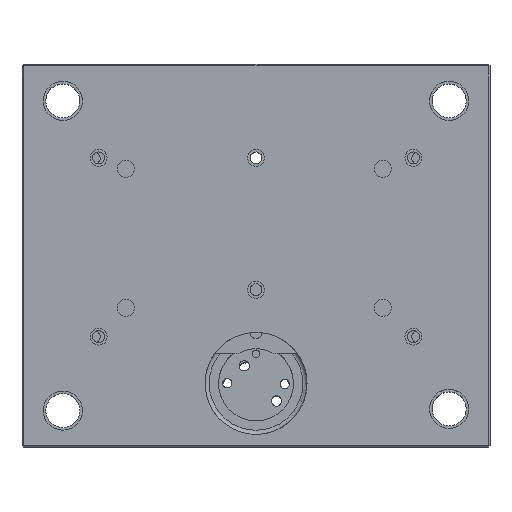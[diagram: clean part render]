
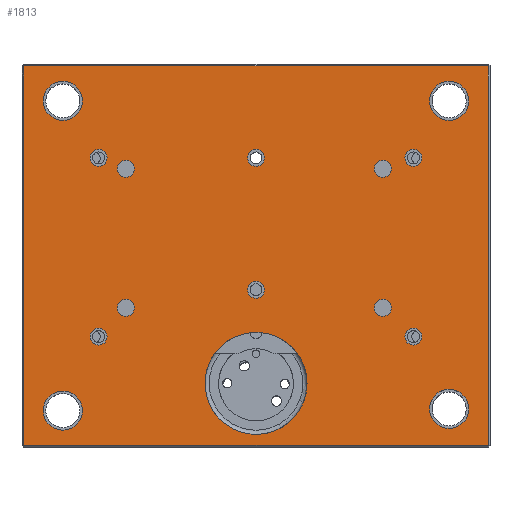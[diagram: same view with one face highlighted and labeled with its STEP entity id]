
A CAD part, top view. The second image highlights one B-rep face of the part: STEP entity #1813.
In plain terms, the highlighted planar face has unit normal (0, 0, 1).
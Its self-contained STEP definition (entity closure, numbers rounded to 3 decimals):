
#381=FACE_BOUND('',#3143,.T.);
#382=FACE_BOUND('',#3144,.T.);
#383=FACE_BOUND('',#3145,.T.);
#384=FACE_BOUND('',#3146,.T.);
#385=FACE_BOUND('',#3147,.T.);
#386=FACE_BOUND('',#3148,.T.);
#387=FACE_BOUND('',#3149,.T.);
#388=FACE_BOUND('',#3150,.T.);
#389=FACE_BOUND('',#3151,.T.);
#390=FACE_BOUND('',#3152,.T.);
#391=FACE_BOUND('',#3153,.T.);
#392=FACE_BOUND('',#3154,.T.);
#393=FACE_BOUND('',#3155,.T.);
#394=FACE_BOUND('',#3156,.T.);
#395=FACE_BOUND('',#3157,.T.);
#396=FACE_BOUND('',#3158,.T.);
#1235=CIRCLE('',#11000,10.);
#1236=CIRCLE('',#11001,10.);
#1237=CIRCLE('',#11002,10.);
#1238=CIRCLE('',#11003,10.);
#1239=CIRCLE('',#11004,10.);
#1240=CIRCLE('',#11005,10.);
#1241=CIRCLE('',#11006,10.);
#1242=CIRCLE('',#11007,10.);
#1243=CIRCLE('',#11008,10.);
#1244=CIRCLE('',#11009,10.);
#1245=CIRCLE('',#11010,60.);
#1246=CIRCLE('',#11011,23.);
#1247=CIRCLE('',#11012,23.);
#1248=CIRCLE('',#11013,23.);
#1249=CIRCLE('',#11014,23.);
#1813=ADVANCED_FACE('',(#381,#382,#383,#384,#385,#386,#387,#388,#389,#390,
#391,#392,#393,#394,#395,#396),#2444,.T.);
#2444=PLANE('',#11015);
#3143=EDGE_LOOP('',(#4461));
#3144=EDGE_LOOP('',(#4462));
#3145=EDGE_LOOP('',(#4463));
#3146=EDGE_LOOP('',(#4464));
#3147=EDGE_LOOP('',(#4465));
#3148=EDGE_LOOP('',(#4466));
#3149=EDGE_LOOP('',(#4467));
#3150=EDGE_LOOP('',(#4468));
#3151=EDGE_LOOP('',(#4469));
#3152=EDGE_LOOP('',(#4470));
#3153=EDGE_LOOP('',(#4471));
#3154=EDGE_LOOP('',(#4472));
#3155=EDGE_LOOP('',(#4473));
#3156=EDGE_LOOP('',(#4474,#4475,#4476,#4477));
#3157=EDGE_LOOP('',(#4478));
#3158=EDGE_LOOP('',(#4479));
#4461=ORIENTED_EDGE('',*,*,#8167,.T.);
#4462=ORIENTED_EDGE('',*,*,#8168,.T.);
#4463=ORIENTED_EDGE('',*,*,#8169,.T.);
#4464=ORIENTED_EDGE('',*,*,#8170,.T.);
#4465=ORIENTED_EDGE('',*,*,#8171,.T.);
#4466=ORIENTED_EDGE('',*,*,#8172,.T.);
#4467=ORIENTED_EDGE('',*,*,#8173,.T.);
#4468=ORIENTED_EDGE('',*,*,#8174,.T.);
#4469=ORIENTED_EDGE('',*,*,#8175,.T.);
#4470=ORIENTED_EDGE('',*,*,#8176,.T.);
#4471=ORIENTED_EDGE('',*,*,#8177,.F.);
#4472=ORIENTED_EDGE('',*,*,#8178,.T.);
#4473=ORIENTED_EDGE('',*,*,#8179,.T.);
#4474=ORIENTED_EDGE('',*,*,#8180,.T.);
#4475=ORIENTED_EDGE('',*,*,#8181,.T.);
#4476=ORIENTED_EDGE('',*,*,#8182,.T.);
#4477=ORIENTED_EDGE('',*,*,#8183,.T.);
#4478=ORIENTED_EDGE('',*,*,#8184,.F.);
#4479=ORIENTED_EDGE('',*,*,#8185,.F.);
#7137=VERTEX_POINT('',#15678);
#7138=VERTEX_POINT('',#15680);
#7139=VERTEX_POINT('',#15682);
#7140=VERTEX_POINT('',#15684);
#7141=VERTEX_POINT('',#15686);
#7142=VERTEX_POINT('',#15688);
#7143=VERTEX_POINT('',#15690);
#7144=VERTEX_POINT('',#15692);
#7145=VERTEX_POINT('',#15694);
#7146=VERTEX_POINT('',#15696);
#7147=VERTEX_POINT('',#15698);
#7148=VERTEX_POINT('',#15700);
#7149=VERTEX_POINT('',#15702);
#7150=VERTEX_POINT('',#15704);
#7151=VERTEX_POINT('',#15705);
#7152=VERTEX_POINT('',#15707);
#7153=VERTEX_POINT('',#15709);
#7154=VERTEX_POINT('',#15712);
#7155=VERTEX_POINT('',#15714);
#8167=EDGE_CURVE('',#7137,#7137,#1235,.T.);
#8168=EDGE_CURVE('',#7138,#7138,#1236,.T.);
#8169=EDGE_CURVE('',#7139,#7139,#1237,.T.);
#8170=EDGE_CURVE('',#7140,#7140,#1238,.T.);
#8171=EDGE_CURVE('',#7141,#7141,#1239,.T.);
#8172=EDGE_CURVE('',#7142,#7142,#1240,.T.);
#8173=EDGE_CURVE('',#7143,#7143,#1241,.T.);
#8174=EDGE_CURVE('',#7144,#7144,#1242,.T.);
#8175=EDGE_CURVE('',#7145,#7145,#1243,.T.);
#8176=EDGE_CURVE('',#7146,#7146,#1244,.T.);
#8177=EDGE_CURVE('',#7147,#7147,#1245,.T.);
#8178=EDGE_CURVE('',#7148,#7148,#1246,.T.);
#8179=EDGE_CURVE('',#7149,#7149,#1247,.T.);
#8180=EDGE_CURVE('',#7150,#7151,#9501,.T.);
#8181=EDGE_CURVE('',#7151,#7152,#9502,.T.);
#8182=EDGE_CURVE('',#7152,#7153,#9503,.T.);
#8183=EDGE_CURVE('',#7153,#7150,#9504,.T.);
#8184=EDGE_CURVE('',#7154,#7154,#1248,.T.);
#8185=EDGE_CURVE('',#7155,#7155,#1249,.T.);
#9501=LINE('',#15703,#10264);
#9502=LINE('',#15706,#10265);
#9503=LINE('',#15708,#10266);
#9504=LINE('',#15710,#10267);
#10264=VECTOR('',#12385,1.);
#10265=VECTOR('',#12386,1.);
#10266=VECTOR('',#12387,1.);
#10267=VECTOR('',#12388,1.);
#11000=AXIS2_PLACEMENT_3D('',#15677,#12359,#12360);
#11001=AXIS2_PLACEMENT_3D('',#15679,#12361,#12362);
#11002=AXIS2_PLACEMENT_3D('',#15681,#12363,#12364);
#11003=AXIS2_PLACEMENT_3D('',#15683,#12365,#12366);
#11004=AXIS2_PLACEMENT_3D('',#15685,#12367,#12368);
#11005=AXIS2_PLACEMENT_3D('',#15687,#12369,#12370);
#11006=AXIS2_PLACEMENT_3D('',#15689,#12371,#12372);
#11007=AXIS2_PLACEMENT_3D('',#15691,#12373,#12374);
#11008=AXIS2_PLACEMENT_3D('',#15693,#12375,#12376);
#11009=AXIS2_PLACEMENT_3D('',#15695,#12377,#12378);
#11010=AXIS2_PLACEMENT_3D('',#15697,#12379,#12380);
#11011=AXIS2_PLACEMENT_3D('',#15699,#12381,#12382);
#11012=AXIS2_PLACEMENT_3D('',#15701,#12383,#12384);
#11013=AXIS2_PLACEMENT_3D('',#15711,#12389,#12390);
#11014=AXIS2_PLACEMENT_3D('',#15713,#12391,#12392);
#11015=AXIS2_PLACEMENT_3D('',#15715,#12393,#12394);
#12359=DIRECTION('',(0.,0.,-1.));
#12360=DIRECTION('',(1.,0.,0.));
#12361=DIRECTION('',(0.,0.,-1.));
#12362=DIRECTION('',(1.,0.,0.));
#12363=DIRECTION('',(0.,0.,-1.));
#12364=DIRECTION('',(1.,0.,0.));
#12365=DIRECTION('',(0.,0.,-1.));
#12366=DIRECTION('',(1.,0.,0.));
#12367=DIRECTION('',(0.,0.,-1.));
#12368=DIRECTION('',(1.,0.,0.));
#12369=DIRECTION('',(0.,0.,-1.));
#12370=DIRECTION('',(1.,0.,0.));
#12371=DIRECTION('',(0.,0.,-1.));
#12372=DIRECTION('',(1.,0.,0.));
#12373=DIRECTION('',(0.,0.,-1.));
#12374=DIRECTION('',(1.,0.,0.));
#12375=DIRECTION('',(0.,0.,-1.));
#12376=DIRECTION('',(1.,0.,0.));
#12377=DIRECTION('',(0.,0.,-1.));
#12378=DIRECTION('',(1.,0.,0.));
#12379=DIRECTION('',(0.,0.,1.));
#12380=DIRECTION('',(1.,0.,0.));
#12381=DIRECTION('',(0.,0.,-1.));
#12382=DIRECTION('',(-1.,0.,0.));
#12383=DIRECTION('',(0.,0.,-1.));
#12384=DIRECTION('',(1.,0.,0.));
#12385=DIRECTION('',(0.,-1.,0.));
#12386=DIRECTION('',(1.,0.,0.));
#12387=DIRECTION('',(0.,1.,0.));
#12388=DIRECTION('',(-1.,0.,0.));
#12389=DIRECTION('',(0.,0.,1.));
#12390=DIRECTION('',(1.,0.,0.));
#12391=DIRECTION('',(0.,0.,1.));
#12392=DIRECTION('',(-1.,0.,0.));
#12393=DIRECTION('',(0.,0.,1.));
#12394=DIRECTION('',(1.,0.,0.));
#15677=CARTESIAN_POINT('',(149.104,102.331,100.45));
#15678=CARTESIAN_POINT('',(159.104,102.331,100.45));
#15679=CARTESIAN_POINT('',(-153.011,102.331,100.45));
#15680=CARTESIAN_POINT('',(-143.011,102.331,100.45));
#15681=CARTESIAN_POINT('',(-153.011,-61.198,100.45));
#15682=CARTESIAN_POINT('',(-143.011,-61.198,100.45));
#15683=CARTESIAN_POINT('',(149.104,-61.198,100.45));
#15684=CARTESIAN_POINT('',(159.104,-61.198,100.45));
#15685=CARTESIAN_POINT('',(0.,115.,100.45));
#15686=CARTESIAN_POINT('',(10.,115.,100.45));
#15687=CARTESIAN_POINT('',(0.,-40.,100.45));
#15688=CARTESIAN_POINT('',(10.,-40.,100.45));
#15689=CARTESIAN_POINT('',(-185.,-95.,100.45));
#15690=CARTESIAN_POINT('',(-175.,-95.,100.45));
#15691=CARTESIAN_POINT('',(185.,-95.,100.45));
#15692=CARTESIAN_POINT('',(195.,-95.,100.45));
#15693=CARTESIAN_POINT('',(185.,115.,100.45));
#15694=CARTESIAN_POINT('',(195.,115.,100.45));
#15695=CARTESIAN_POINT('',(-185.,115.,100.45));
#15696=CARTESIAN_POINT('',(-175.,115.,100.45));
#15697=CARTESIAN_POINT('',(0.,-150.,100.45));
#15698=CARTESIAN_POINT('',(60.,-150.,100.45));
#15699=CARTESIAN_POINT('',(-227.,-182.,100.45));
#15700=CARTESIAN_POINT('',(-250.,-182.,100.45));
#15701=CARTESIAN_POINT('',(227.,182.,100.45));
#15702=CARTESIAN_POINT('',(250.,182.,100.45));
#15703=CARTESIAN_POINT('',(-273.,0.,100.45));
#15704=CARTESIAN_POINT('',(-273.,223.,100.45));
#15705=CARTESIAN_POINT('',(-273.,-223.,100.45));
#15706=CARTESIAN_POINT('',(0.,-223.,100.45));
#15707=CARTESIAN_POINT('',(273.,-223.,100.45));
#15708=CARTESIAN_POINT('',(273.,0.,100.45));
#15709=CARTESIAN_POINT('',(273.,223.,100.45));
#15710=CARTESIAN_POINT('',(0.,223.,100.45));
#15711=CARTESIAN_POINT('',(227.,-180.,100.45));
#15712=CARTESIAN_POINT('',(250.,-180.,100.45));
#15713=CARTESIAN_POINT('',(-227.,182.,100.45));
#15714=CARTESIAN_POINT('',(-250.,182.,100.45));
#15715=CARTESIAN_POINT('',(0.,0.,100.45));
